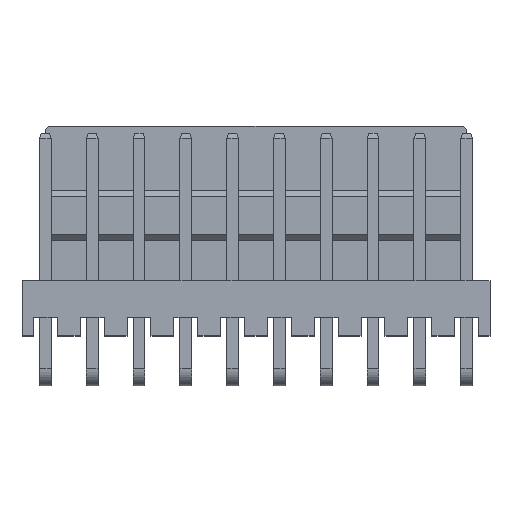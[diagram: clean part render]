
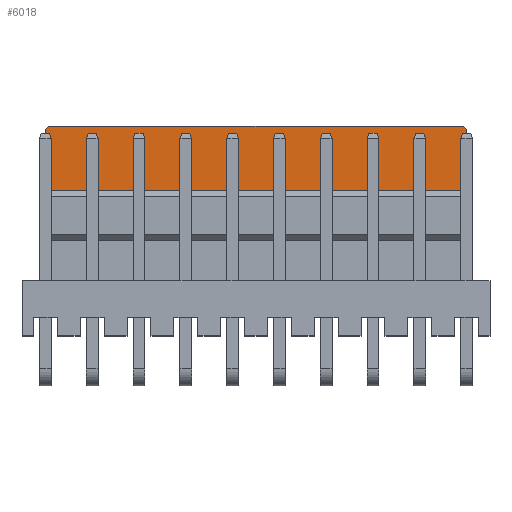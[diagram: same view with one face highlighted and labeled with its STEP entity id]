
A CAD part, top view. The second image highlights one B-rep face of the part: STEP entity #6018.
In plain terms, the highlighted planar face has unit normal (0, 0, 1).
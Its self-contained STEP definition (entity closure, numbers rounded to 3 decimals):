
#422 = VERTEX_POINT ( 'NONE', #811 ) ;
#492 = LINE ( 'NONE', #3046, #3902 ) ;
#557 = CIRCLE ( 'NONE', #4054, 0.3 ) ;
#811 = CARTESIAN_POINT ( 'NONE',  ( 22.86, 10.28, 0.9 ) ) ;
#838 = FACE_OUTER_BOUND ( 'NONE', #2176, .T. ) ;
#1107 = CARTESIAN_POINT ( 'NONE',  ( 22.56, 13.48, 0.9 ) ) ;
#1221 = DIRECTION ( 'NONE',  ( 0., -1., 0. ) ) ;
#1273 = CARTESIAN_POINT ( 'NONE',  ( 22.86, 10.28, 0.9 ) ) ;
#1326 = DIRECTION ( 'NONE',  ( 0., 0., -1. ) ) ;
#1483 = AXIS2_PLACEMENT_3D ( 'NONE', #1107, #5386, #6042 ) ;
#1572 = LINE ( 'NONE', #3139, #5388 ) ;
#1676 = ORIENTED_EDGE ( 'NONE', *, *, #6590, .F. ) ;
#1805 = CARTESIAN_POINT ( 'NONE',  ( 22.86, 13.78, 0.9 ) ) ;
#2176 = EDGE_LOOP ( 'NONE', ( #7124, #1676, #6193, #3527, #2998, #7299 ) ) ;
#2227 = EDGE_CURVE ( 'NONE', #4508, #3124, #557, .T. ) ;
#2316 = VECTOR ( 'NONE', #7898, 1000. ) ;
#2356 = DIRECTION ( 'NONE',  ( 1., 0., 0. ) ) ;
#2662 = VERTEX_POINT ( 'NONE', #4094 ) ;
#2840 = LINE ( 'NONE', #6326, #7906 ) ;
#2955 = DIRECTION ( 'NONE',  ( 0., 1., 0. ) ) ;
#2998 = ORIENTED_EDGE ( 'NONE', *, *, #6455, .T. ) ;
#3046 = CARTESIAN_POINT ( 'NONE',  ( 22.86, 0., 0.9 ) ) ;
#3124 = VERTEX_POINT ( 'NONE', #3878 ) ;
#3139 = CARTESIAN_POINT ( 'NONE',  ( 0., 0., 0.9 ) ) ;
#3295 = CARTESIAN_POINT ( 'NONE',  ( 0., 13.48, 0.9 ) ) ;
#3347 = PLANE ( 'NONE',  #3785 ) ;
#3438 = EDGE_CURVE ( 'NONE', #422, #2662, #492, .T. ) ;
#3527 = ORIENTED_EDGE ( 'NONE', *, *, #5844, .F. ) ;
#3785 = AXIS2_PLACEMENT_3D ( 'NONE', #1273, #4016, #1221 ) ;
#3878 = CARTESIAN_POINT ( 'NONE',  ( 0.3, 13.78, 0.9 ) ) ;
#3902 = VECTOR ( 'NONE', #2955, 1000. ) ;
#3983 = EDGE_CURVE ( 'NONE', #4055, #2662, #7392, .T. ) ;
#4016 = DIRECTION ( 'NONE',  ( 0., 0., 1. ) ) ;
#4054 = AXIS2_PLACEMENT_3D ( 'NONE', #6163, #1326, #6764 ) ;
#4055 = VERTEX_POINT ( 'NONE', #4505 ) ;
#4094 = CARTESIAN_POINT ( 'NONE',  ( 22.86, 13.48, 0.9 ) ) ;
#4408 = VERTEX_POINT ( 'NONE', #6146 ) ;
#4505 = CARTESIAN_POINT ( 'NONE',  ( 22.56, 13.78, 0.9 ) ) ;
#4508 = VERTEX_POINT ( 'NONE', #3295 ) ;
#5386 = DIRECTION ( 'NONE',  ( 0., 0., -1. ) ) ;
#5388 = VECTOR ( 'NONE', #7178, 1000. ) ;
#5844 = EDGE_CURVE ( 'NONE', #4408, #4508, #1572, .T. ) ;
#6018 = ADVANCED_FACE ( 'NONE', ( #838 ), #3347, .T. ) ;
#6042 = DIRECTION ( 'NONE',  ( 1., 0., 0. ) ) ;
#6146 = CARTESIAN_POINT ( 'NONE',  ( 0., 10.28, 0.9 ) ) ;
#6163 = CARTESIAN_POINT ( 'NONE',  ( 0.3, 13.48, 0.9 ) ) ;
#6193 = ORIENTED_EDGE ( 'NONE', *, *, #2227, .F. ) ;
#6326 = CARTESIAN_POINT ( 'NONE',  ( 22.86, 10.28, 0.9 ) ) ;
#6455 = EDGE_CURVE ( 'NONE', #4408, #422, #2840, .T. ) ;
#6590 = EDGE_CURVE ( 'NONE', #3124, #4055, #6952, .T. ) ;
#6764 = DIRECTION ( 'NONE',  ( -1., 0., 0. ) ) ;
#6952 = LINE ( 'NONE', #1805, #2316 ) ;
#7124 = ORIENTED_EDGE ( 'NONE', *, *, #3983, .F. ) ;
#7178 = DIRECTION ( 'NONE',  ( 0., 1., 0. ) ) ;
#7299 = ORIENTED_EDGE ( 'NONE', *, *, #3438, .T. ) ;
#7392 = CIRCLE ( 'NONE', #1483, 0.3 ) ;
#7898 = DIRECTION ( 'NONE',  ( 1., 0., 0. ) ) ;
#7906 = VECTOR ( 'NONE', #2356, 1000. ) ;
